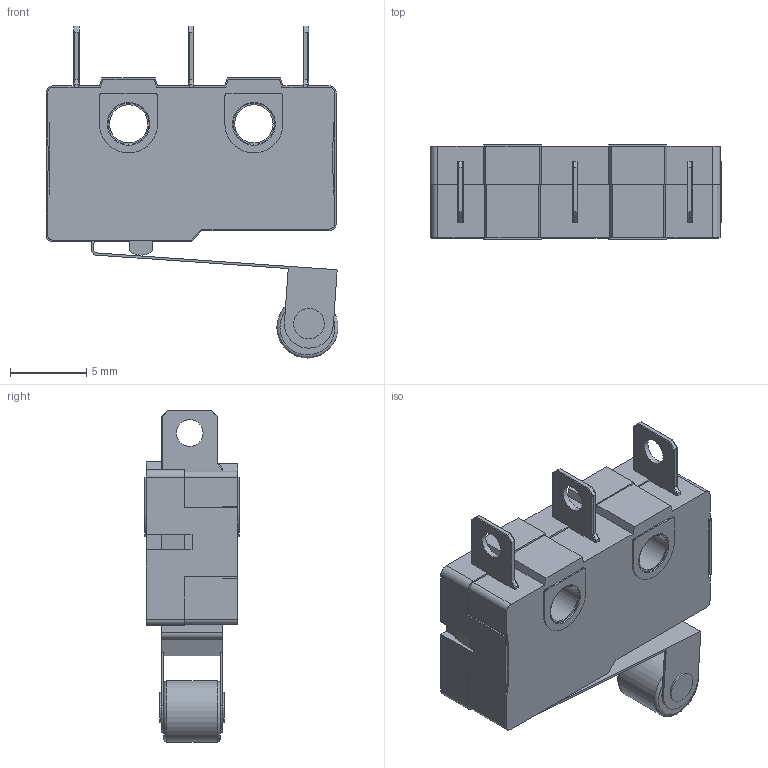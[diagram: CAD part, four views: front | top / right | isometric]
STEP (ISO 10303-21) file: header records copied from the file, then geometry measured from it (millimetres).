
FILE_DESCRIPTION(/* description */ (''),/* implementation_level */ '2;1');
FILE_NAME(/* name */ 'end_switch_v1.step',/* time_stamp */ '2024-05-03T15:53:19+02:00',/* author */ (''),/* organization */ (''),/* preprocessor_version */ 'ST-DEVELOPER v20',/* originating_system */ 'Autodesk Translation Framework v12.20.1.177',/* authorisation */ '');
FILE_SCHEMA (('AUTOMOTIVE_DESIGN { 1 0 10303 214 3 1 1 }'));
Length unit declared in the file: millimetre
Products named in the file (4): end_switch; Button; Lever; Wheel
Assembly tree (3 placements, depth 2):
  end_switch
    Button
    Lever
    Wheel
Bounding box: 19.1 x 6.2 x 21.72 mm (x, y, z)
Volume: 1148.6 mm3; surface area: 1226 mm2
Topology: 7 solids, 7 shells, 235 faces, 591 edges, 380 vertices
Faces by surface type: plane 150, cylinder 79, torus 6
Full cylindrical faces by diameter (mm): 1.75 x3, 2 x2, 2.5 x2, 2.7 x4, 4 x1
Entity records: 7132 total; most frequent: DIRECTION 1215, CARTESIAN_POINT 1213, ORIENTED_EDGE 1182, EDGE_CURVE 591, LINE 451, VECTOR 451, AXIS2_PLACEMENT_3D 382, VERTEX_POINT 380
